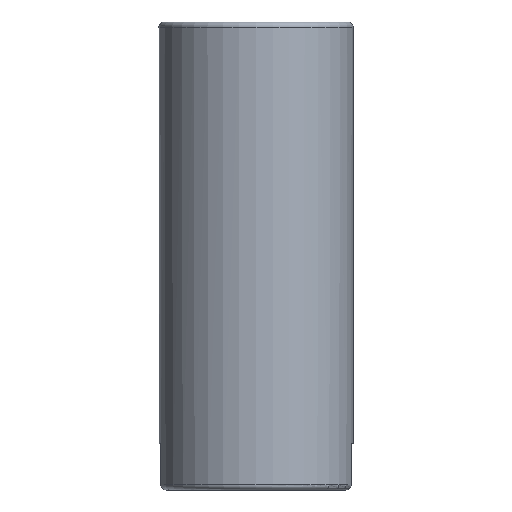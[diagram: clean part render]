
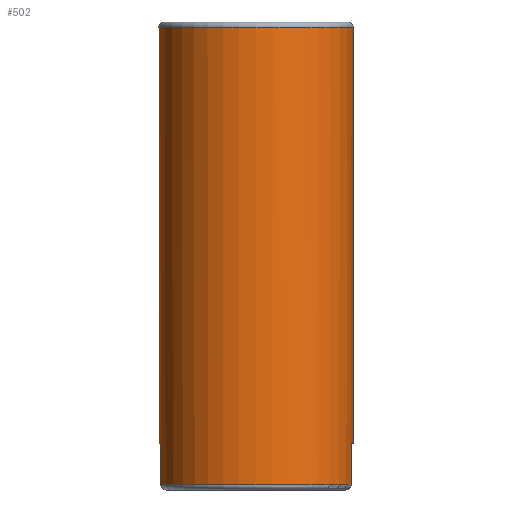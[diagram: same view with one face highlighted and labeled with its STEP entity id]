
A CAD part, front view. The second image highlights one B-rep face of the part: STEP entity #502.
In plain terms, the highlighted cylindrical face has radius 2.388 mm (diameter 4.775 mm), a full revolution.
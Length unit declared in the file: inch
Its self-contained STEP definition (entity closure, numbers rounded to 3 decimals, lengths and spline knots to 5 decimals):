
#502 = ADVANCED_FACE ( 'NONE', ( #2715, #2723 ), #2721, .T. ) ;
#611 = CARTESIAN_POINT ( 'NONE',  ( 0., 0., 0.37381 ) ) ;
#614 = DIRECTION ( 'NONE',  ( 1., 0., 0. ) ) ;
#615 = DIRECTION ( 'NONE',  ( 0., 0., 1. ) ) ;
#656 = VERTEX_POINT ( 'NONE', #2661 ) ;
#660 = VERTEX_POINT ( 'NONE', #2657 ) ;
#668 = VERTEX_POINT ( 'NONE', #2647 ) ;
#670 = VERTEX_POINT ( 'NONE', #2643 ) ;
#677 = VERTEX_POINT ( 'NONE', #2630 ) ;
#683 = VERTEX_POINT ( 'NONE', #2619 ) ;
#684 = VERTEX_POINT ( 'NONE', #2618 ) ;
#691 = VERTEX_POINT ( 'NONE', #2607 ) ;
#693 = CARTESIAN_POINT ( 'NONE',  ( 0., 0., 0.005 ) ) ;
#700 = DIRECTION ( 'NONE',  ( 1., 0., 0. ) ) ;
#701 = DIRECTION ( 'NONE',  ( 0., 0., 1. ) ) ;
#704 = DIRECTION ( 'NONE',  ( 0., 0., -1. ) ) ;
#705 = CARTESIAN_POINT ( 'NONE',  ( 0.09206, 0.019, 0.37381 ) ) ;
#732 = CARTESIAN_POINT ( 'NONE',  ( 0.094, 0., 0.448 ) ) ;
#733 = VERTEX_POINT ( 'NONE', #732 ) ;
#798 = DIRECTION ( 'NONE',  ( 1., 0., 0. ) ) ;
#799 = DIRECTION ( 'NONE',  ( 0., 0., 1. ) ) ;
#802 = CARTESIAN_POINT ( 'NONE',  ( 0., 0., 0.448 ) ) ;
#803 = DIRECTION ( 'NONE',  ( 0., 0., 1. ) ) ;
#804 = CARTESIAN_POINT ( 'NONE',  ( 0.09206, -0.019, 0.37381 ) ) ;
#808 = DIRECTION ( 'NONE',  ( 0., 0., 1. ) ) ;
#809 = CARTESIAN_POINT ( 'NONE',  ( -0.09206, 0.019, 0.37381 ) ) ;
#817 = DIRECTION ( 'NONE',  ( 1., 0., 0. ) ) ;
#818 = DIRECTION ( 'NONE',  ( 0., 0., 1. ) ) ;
#820 = DIRECTION ( 'NONE',  ( 1., 0., 0. ) ) ;
#821 = DIRECTION ( 'NONE',  ( 0., 0., 1. ) ) ;
#822 = CARTESIAN_POINT ( 'NONE',  ( 0., 0., 0.005 ) ) ;
#825 = CARTESIAN_POINT ( 'NONE',  ( 0., 0., 0.045 ) ) ;
#915 = DIRECTION ( 'NONE',  ( 1., 0., 0. ) ) ;
#916 = DIRECTION ( 'NONE',  ( 0., 0., 1. ) ) ;
#919 = CARTESIAN_POINT ( 'NONE',  ( 0., 0., 0.045 ) ) ;
#1169 = DIRECTION ( 'NONE',  ( 0., 0., -1. ) ) ;
#1170 = CARTESIAN_POINT ( 'NONE',  ( -0.09206, -0.019, 0.37381 ) ) ;
#2173 = EDGE_CURVE ( 'NONE', #691, #660, #2842, .T. ) ;
#2190 = EDGE_CURVE ( 'NONE', #683, #691, #2866, .T. ) ;
#2216 = EDGE_CURVE ( 'NONE', #684, #670, #2891, .T. ) ;
#2217 = EDGE_CURVE ( 'NONE', #677, #656, #2893, .T. ) ;
#2219 = EDGE_CURVE ( 'NONE', #670, #683, #2886, .T. ) ;
#2221 = EDGE_CURVE ( 'NONE', #668, #677, #2884, .T. ) ;
#2223 = EDGE_CURVE ( 'NONE', #733, #733, #2898, .T. ) ;
#2228 = EDGE_CURVE ( 'NONE', #660, #668, #2904, .T. ) ;
#2230 = EDGE_CURVE ( 'NONE', #656, #684, #2906, .T. ) ;
#2252 = AXIS2_PLACEMENT_3D ( 'NONE', #611, #615, #614 ) ;
#2268 = AXIS2_PLACEMENT_3D ( 'NONE', #919, #916, #915 ) ;
#2272 = AXIS2_PLACEMENT_3D ( 'NONE', #822, #821, #820 ) ;
#2274 = AXIS2_PLACEMENT_3D ( 'NONE', #825, #818, #817 ) ;
#2277 = AXIS2_PLACEMENT_3D ( 'NONE', #802, #799, #798 ) ;
#2280 = AXIS2_PLACEMENT_3D ( 'NONE', #693, #701, #700 ) ;
#2480 = EDGE_LOOP ( 'NONE', ( #2548 ) ) ;
#2500 = EDGE_LOOP ( 'NONE', ( #2546, #2544, #2541, #2539, #2537, #2535, #2533, #2530 ) ) ;
#2530 = ORIENTED_EDGE ( 'NONE', *, *, #2216, .T. ) ;
#2533 = ORIENTED_EDGE ( 'NONE', *, *, #2230, .T. ) ;
#2535 = ORIENTED_EDGE ( 'NONE', *, *, #2217, .T. ) ;
#2537 = ORIENTED_EDGE ( 'NONE', *, *, #2221, .T. ) ;
#2539 = ORIENTED_EDGE ( 'NONE', *, *, #2228, .T. ) ;
#2541 = ORIENTED_EDGE ( 'NONE', *, *, #2173, .T. ) ;
#2544 = ORIENTED_EDGE ( 'NONE', *, *, #2190, .T. ) ;
#2546 = ORIENTED_EDGE ( 'NONE', *, *, #2219, .T. ) ;
#2548 = ORIENTED_EDGE ( 'NONE', *, *, #2223, .F. ) ;
#2607 = CARTESIAN_POINT ( 'NONE',  ( -0.09206, -0.019, 0.045 ) ) ;
#2618 = CARTESIAN_POINT ( 'NONE',  ( 0.09206, 0.019, 0.005 ) ) ;
#2619 = CARTESIAN_POINT ( 'NONE',  ( -0.09206, 0.019, 0.045 ) ) ;
#2630 = CARTESIAN_POINT ( 'NONE',  ( 0.09206, -0.019, 0.045 ) ) ;
#2643 = CARTESIAN_POINT ( 'NONE',  ( -0.09206, 0.019, 0.005 ) ) ;
#2647 = CARTESIAN_POINT ( 'NONE',  ( 0.09206, -0.019, 0.005 ) ) ;
#2657 = CARTESIAN_POINT ( 'NONE',  ( -0.09206, -0.019, 0.005 ) ) ;
#2661 = CARTESIAN_POINT ( 'NONE',  ( 0.09206, 0.019, 0.045 ) ) ;
#2715 = FACE_OUTER_BOUND ( 'NONE', #2480, .T. ) ;
#2721 = CYLINDRICAL_SURFACE ( 'NONE', #2252, 0.094 ) ;
#2723 = FACE_OUTER_BOUND ( 'NONE', #2500, .T. ) ;
#2842 = LINE ( 'NONE', #1170, #2844 ) ;
#2844 = VECTOR ( 'NONE', #1169, 39.37008 ) ;
#2866 = CIRCLE ( 'NONE', #2268, 0.094 ) ;
#2884 = LINE ( 'NONE', #804, #2894 ) ;
#2886 = LINE ( 'NONE', #809, #2892 ) ;
#2891 = CIRCLE ( 'NONE', #2272, 0.094 ) ;
#2892 = VECTOR ( 'NONE', #808, 39.37008 ) ;
#2893 = CIRCLE ( 'NONE', #2274, 0.094 ) ;
#2894 = VECTOR ( 'NONE', #803, 39.37008 ) ;
#2898 = CIRCLE ( 'NONE', #2277, 0.094 ) ;
#2904 = CIRCLE ( 'NONE', #2280, 0.094 ) ;
#2906 = LINE ( 'NONE', #705, #2907 ) ;
#2907 = VECTOR ( 'NONE', #704, 39.37008 ) ;
